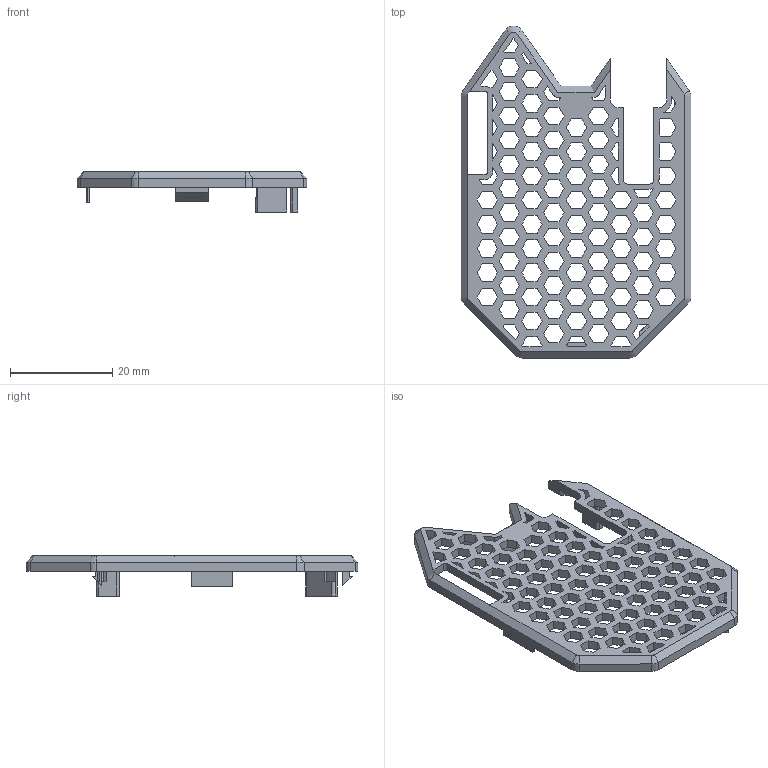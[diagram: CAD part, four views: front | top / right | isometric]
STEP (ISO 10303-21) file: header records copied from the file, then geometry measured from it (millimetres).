
FILE_DESCRIPTION(('FreeCAD Model'),'2;1');
FILE_NAME('Open CASCADE Shape Model','2024-08-05T00:06:16',(''),(''), 'Open CASCADE STEP processor 7.6','FreeCAD','Unknown');
FILE_SCHEMA(('AUTOMOTIVE_DESIGN { 1 0 10303 214 1 1 1 1 }'));
Length unit declared in the file: millimetre
Products named in the file (1): Pocket027
Bounding box: 45 x 64.99 x 7.85 mm (x, y, z)
Volume: 2770 mm3; surface area: 5730.6 mm2
Topology: 1 solids, 1 shells, 681 faces, 2028 edges, 1342 vertices
Faces by surface type: plane 634, cylinder 38, cone 9
Entity records: 22812 total; most frequent: ORIENTED_EDGE 4058, CARTESIAN_POINT 4052, DIRECTION 3476, EDGE_CURVE 2028, LINE 1944, VECTOR 1944, VERTEX_POINT 1342, FACE_BOUND 865
